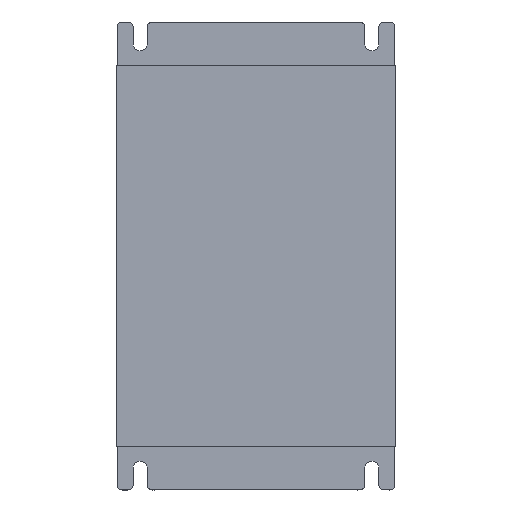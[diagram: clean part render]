
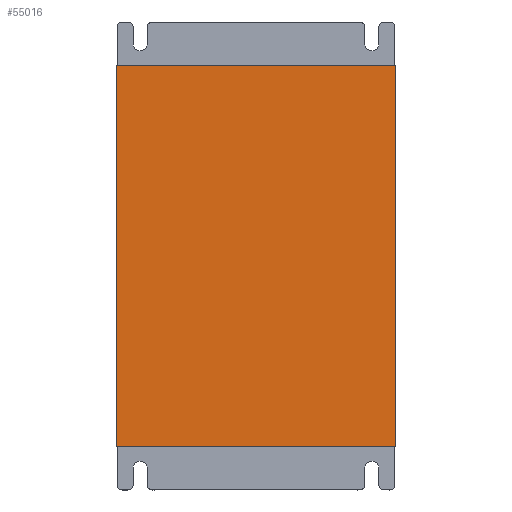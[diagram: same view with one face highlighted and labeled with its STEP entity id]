
A CAD part, front view. The second image highlights one B-rep face of the part: STEP entity #55016.
In plain terms, the highlighted face is planar.
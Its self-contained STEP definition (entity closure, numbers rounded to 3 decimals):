
#1013 = ORIENTED_EDGE ( 'NONE', *, *, #35992, .F. ) ;
#1025 = CARTESIAN_POINT ( 'NONE',  ( -54.125, 0., -148. ) ) ;
#4477 = DIRECTION ( 'NONE',  ( 1., 0., 0. ) ) ;
#10287 = ORIENTED_EDGE ( 'NONE', *, *, #40229, .F. ) ;
#11089 = FACE_OUTER_BOUND ( 'NONE', #79424, .T. ) ;
#11593 = CARTESIAN_POINT ( 'NONE',  ( -54.125, 0., 0. ) ) ;
#15079 = DIRECTION ( 'NONE',  ( 0., 0., 1. ) ) ;
#16426 = VERTEX_POINT ( 'NONE', #67718 ) ;
#25401 = ORIENTED_EDGE ( 'NONE', *, *, #68794, .T. ) ;
#25653 = DIRECTION ( 'NONE',  ( 1., 0., 0. ) ) ;
#27285 = VERTEX_POINT ( 'NONE', #80491 ) ;
#28394 = VERTEX_POINT ( 'NONE', #28646 ) ;
#28646 = CARTESIAN_POINT ( 'NONE',  ( 54.125, 0., 0. ) ) ;
#29143 = DIRECTION ( 'NONE',  ( 0., 0., 1. ) ) ;
#34447 = LINE ( 'NONE', #1025, #54683 ) ;
#35992 = EDGE_CURVE ( 'NONE', #27285, #28394, #71897, .T. ) ;
#37492 = DIRECTION ( 'NONE',  ( 0., -1., 0. ) ) ;
#40229 = EDGE_CURVE ( 'NONE', #73875, #27285, #34447, .T. ) ;
#48539 = LINE ( 'NONE', #74944, #69231 ) ;
#54683 = VECTOR ( 'NONE', #15079, 1000. ) ;
#55016 = ADVANCED_FACE ( 'NONE', ( #11089 ), #79718, .T. ) ;
#58712 = LINE ( 'NONE', #77203, #68053 ) ;
#62641 = VECTOR ( 'NONE', #25653, 1000. ) ;
#67718 = CARTESIAN_POINT ( 'NONE',  ( 54.125, 0., -148. ) ) ;
#68053 = VECTOR ( 'NONE', #70620, 1000. ) ;
#68794 = EDGE_CURVE ( 'NONE', #16426, #28394, #48539, .T. ) ;
#69231 = VECTOR ( 'NONE', #29143, 1000. ) ;
#70620 = DIRECTION ( 'NONE',  ( 1., 0., 0. ) ) ;
#71897 = LINE ( 'NONE', #11593, #62641 ) ;
#73875 = VERTEX_POINT ( 'NONE', #86776 ) ;
#74944 = CARTESIAN_POINT ( 'NONE',  ( 54.125, 0., -148. ) ) ;
#75826 = AXIS2_PLACEMENT_3D ( 'NONE', #78393, #37492, #4477 ) ;
#77203 = CARTESIAN_POINT ( 'NONE',  ( -54.125, 0., -148. ) ) ;
#78393 = CARTESIAN_POINT ( 'NONE',  ( -54.125, 0., -148. ) ) ;
#79424 = EDGE_LOOP ( 'NONE', ( #1013, #10287, #81252, #25401 ) ) ;
#79718 = PLANE ( 'NONE',  #75826 ) ;
#80491 = CARTESIAN_POINT ( 'NONE',  ( -54.125, 0., 0. ) ) ;
#81252 = ORIENTED_EDGE ( 'NONE', *, *, #86974, .T. ) ;
#86776 = CARTESIAN_POINT ( 'NONE',  ( -54.125, 0., -148. ) ) ;
#86974 = EDGE_CURVE ( 'NONE', #73875, #16426, #58712, .T. ) ;
